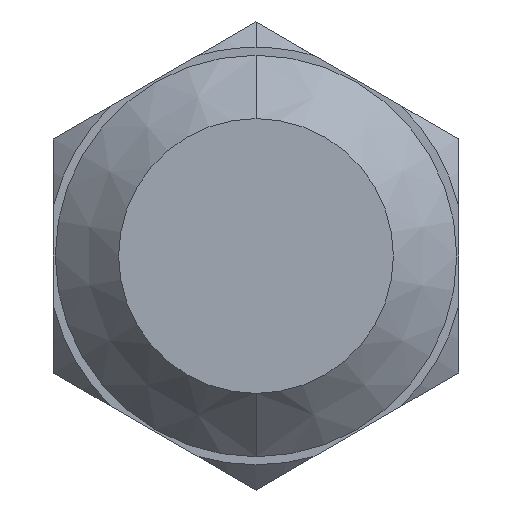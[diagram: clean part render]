
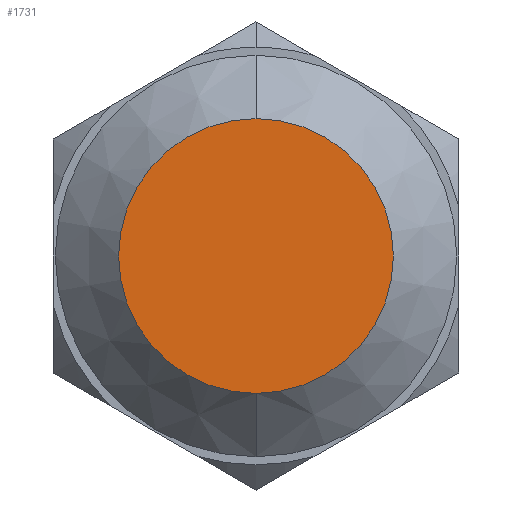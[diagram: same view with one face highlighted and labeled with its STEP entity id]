
A CAD part, front view. The second image highlights one B-rep face of the part: STEP entity #1731.
In plain terms, the highlighted planar face has unit normal (0, -1, 0).
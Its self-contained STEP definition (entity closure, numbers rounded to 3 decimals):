
#152 = DIRECTION ( 'NONE',  ( 0., -1., 0. ) ) ;
#342 = CIRCLE ( 'NONE', #1847, 5.425 ) ;
#402 = CARTESIAN_POINT ( 'NONE',  ( 0., -95., 0. ) ) ;
#466 = CARTESIAN_POINT ( 'NONE',  ( 0., -95., 0. ) ) ;
#541 = DIRECTION ( 'NONE',  ( 0., 0., -1. ) ) ;
#628 = PLANE ( 'NONE',  #1791 ) ;
#765 = ORIENTED_EDGE ( 'NONE', *, *, #781, .T. ) ;
#781 = EDGE_CURVE ( 'NONE', #936, #2025, #1700, .T. ) ;
#859 = CARTESIAN_POINT ( 'NONE',  ( 0., -95., -5.425 ) ) ;
#866 = DIRECTION ( 'NONE',  ( 0., -1., 0. ) ) ;
#887 = FACE_OUTER_BOUND ( 'NONE', #889, .T. ) ;
#889 = EDGE_LOOP ( 'NONE', ( #765, #1651 ) ) ;
#892 = CARTESIAN_POINT ( 'NONE',  ( 0., -95., 5.425 ) ) ;
#936 = VERTEX_POINT ( 'NONE', #892 ) ;
#1200 = EDGE_CURVE ( 'NONE', #2025, #936, #342, .T. ) ;
#1229 = DIRECTION ( 'NONE',  ( 0., -1., 0. ) ) ;
#1311 = AXIS2_PLACEMENT_3D ( 'NONE', #1809, #866, #1967 ) ;
#1603 = DIRECTION ( 'NONE',  ( 0., 0., -1. ) ) ;
#1651 = ORIENTED_EDGE ( 'NONE', *, *, #1200, .T. ) ;
#1700 = CIRCLE ( 'NONE', #1311, 5.425 ) ;
#1731 = ADVANCED_FACE ( 'NONE', ( #887 ), #628, .T. ) ;
#1791 = AXIS2_PLACEMENT_3D ( 'NONE', #466, #152, #1603 ) ;
#1809 = CARTESIAN_POINT ( 'NONE',  ( 0., -95., 0. ) ) ;
#1847 = AXIS2_PLACEMENT_3D ( 'NONE', #402, #1229, #541 ) ;
#1967 = DIRECTION ( 'NONE',  ( 0., 0., -1. ) ) ;
#2025 = VERTEX_POINT ( 'NONE', #859 ) ;
